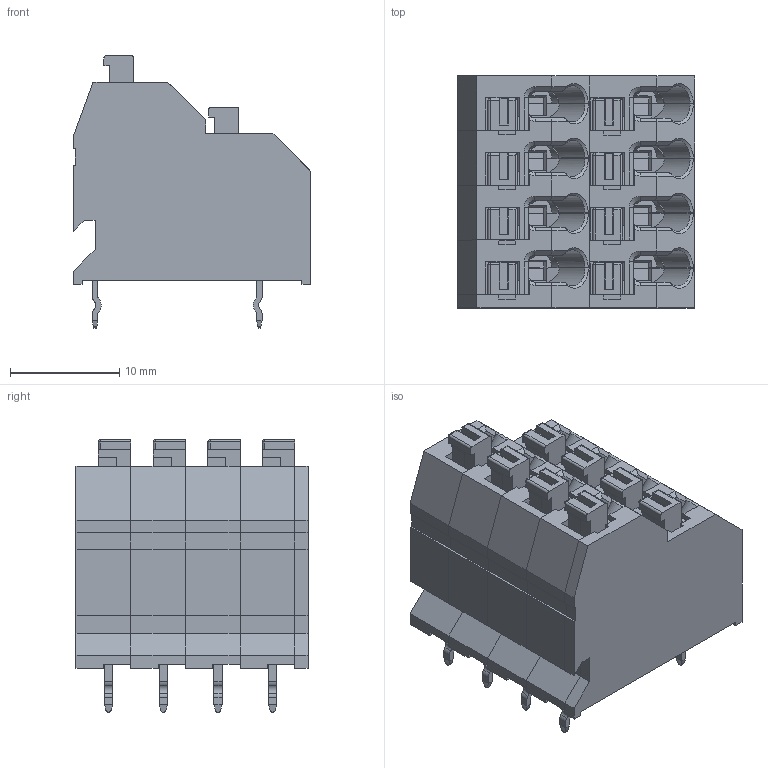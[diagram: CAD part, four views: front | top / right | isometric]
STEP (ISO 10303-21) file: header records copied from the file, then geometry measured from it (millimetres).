
FILE_DESCRIPTION( ( 'STEP AP214' ), '1' );
FILE_NAME( 'MPX221-50008-20190227.stp', '2023-03-17T07:36:11', ( ' ' ), ( ' ' ), 'XStep 1.0', ' ', ' ' );
FILE_SCHEMA( ( 'CONFIG_CONTROL_DESIGN) ( )' ) );
Length unit declared in the file: metre
Products named in the file (1): 1
Bounding box: 21.7 x 21.2 x 24.9 mm (x, y, z)
Volume: 6045.8 mm3; surface area: 6298.5 mm2
Topology: 1 solids, 1 shells, 1001 faces, 2838 edges, 1824 vertices
Faces by surface type: plane 765, cylinder 196, cone 32, sphere 8
Entity records: 34888 total; most frequent: CARTESIAN_POINT 5880, ORIENTED_EDGE 5660, DIRECTION 5246, EDGE_CURVE 2830, LINE 2290, VECTOR 2290, VERTEX_POINT 1824, AXIS2_PLACEMENT_3D 1478
